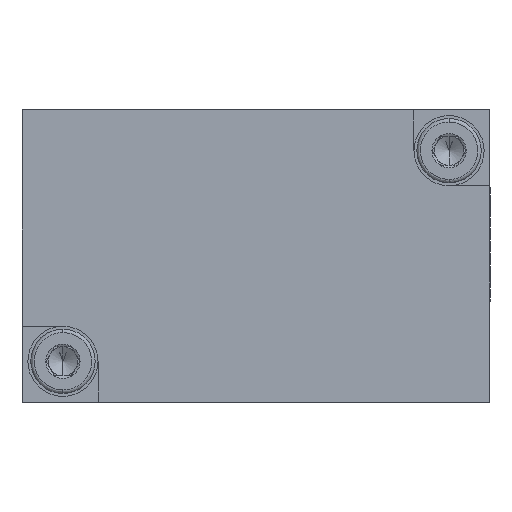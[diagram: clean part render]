
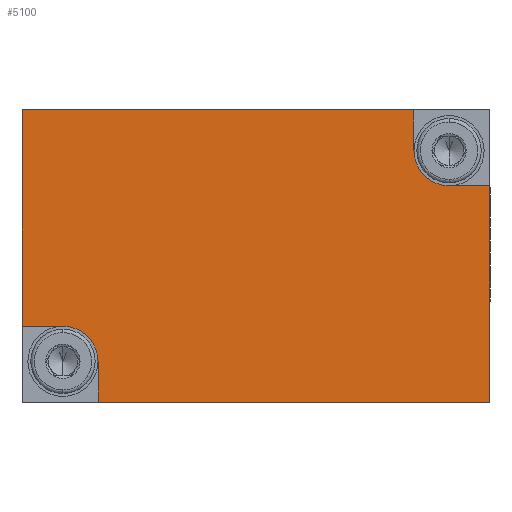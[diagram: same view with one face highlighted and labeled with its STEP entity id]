
A CAD part, front view. The second image highlights one B-rep face of the part: STEP entity #5100.
In plain terms, the highlighted planar face has unit normal (0, -1, 0).
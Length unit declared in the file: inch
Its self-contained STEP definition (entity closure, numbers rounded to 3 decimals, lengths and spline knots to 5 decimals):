
#58 = VERTEX_POINT ( 'NONE', #6824 ) ;
#162 = VECTOR ( 'NONE', #6565, 39.37008 ) ;
#175 = VECTOR ( 'NONE', #6360, 39.37008 ) ;
#199 = LINE ( 'NONE', #236, #2663 ) ;
#236 = CARTESIAN_POINT ( 'NONE',  ( 0.7874, 0., 0. ) ) ;
#315 = DIRECTION ( 'NONE',  ( 0., -1., 0. ) ) ;
#364 = CARTESIAN_POINT ( 'NONE',  ( 0.5315, 0., 0.84646 ) ) ;
#407 = CARTESIAN_POINT ( 'NONE',  ( -0.5315, 0., 0. ) ) ;
#785 = VECTOR ( 'NONE', #7313, 39.37008 ) ;
#863 = PLANE ( 'NONE',  #1961 ) ;
#983 = EDGE_CURVE ( 'NONE', #7323, #4082, #7048, .T. ) ;
#1112 = VECTOR ( 'NONE', #2096, 39.37008 ) ;
#1125 = AXIS2_PLACEMENT_3D ( 'NONE', #4257, #315, #5846 ) ;
#1366 = CARTESIAN_POINT ( 'NONE',  ( -0.7874, 0., 0. ) ) ;
#1522 = CARTESIAN_POINT ( 'NONE',  ( -0.7874, 0., 0.98425 ) ) ;
#1556 = LINE ( 'NONE', #6059, #1112 ) ;
#1628 = CARTESIAN_POINT ( 'NONE',  ( 0.7874, 0., 0.72835 ) ) ;
#1752 = VERTEX_POINT ( 'NONE', #7087 ) ;
#1799 = EDGE_CURVE ( 'NONE', #2854, #3916, #3112, .T. ) ;
#1961 = AXIS2_PLACEMENT_3D ( 'NONE', #3779, #6484, #3703 ) ;
#2096 = DIRECTION ( 'NONE',  ( 0., 0., 1. ) ) ;
#2134 = DIRECTION ( 'NONE',  ( 0., -1., 0. ) ) ;
#2170 = VERTEX_POINT ( 'NONE', #5459 ) ;
#2225 = CARTESIAN_POINT ( 'NONE',  ( 0.7874, 0., 0.98425 ) ) ;
#2291 = ORIENTED_EDGE ( 'NONE', *, *, #2734, .T. ) ;
#2338 = EDGE_CURVE ( 'NONE', #2879, #2854, #199, .T. ) ;
#2424 = ORIENTED_EDGE ( 'NONE', *, *, #4196, .F. ) ;
#2513 = EDGE_CURVE ( 'NONE', #2879, #58, #1556, .T. ) ;
#2545 = EDGE_CURVE ( 'NONE', #7323, #4821, #6621, .T. ) ;
#2663 = VECTOR ( 'NONE', #4778, 39.37008 ) ;
#2669 = VECTOR ( 'NONE', #5989, 39.37008 ) ;
#2725 = ORIENTED_EDGE ( 'NONE', *, *, #4974, .F. ) ;
#2734 = EDGE_CURVE ( 'NONE', #4821, #2170, #6424, .T. ) ;
#2851 = CARTESIAN_POINT ( 'NONE',  ( -0.7874, 0., 0.98425 ) ) ;
#2854 = VERTEX_POINT ( 'NONE', #6946 ) ;
#2879 = VERTEX_POINT ( 'NONE', #407 ) ;
#3026 = DIRECTION ( 'NONE',  ( -1., 0., 0. ) ) ;
#3112 = LINE ( 'NONE', #2225, #162 ) ;
#3157 = DIRECTION ( 'NONE',  ( 0., 0., -1. ) ) ;
#3314 = EDGE_CURVE ( 'NONE', #4082, #3630, #6348, .T. ) ;
#3377 = CARTESIAN_POINT ( 'NONE',  ( 0.7874, 0., 0.72835 ) ) ;
#3516 = AXIS2_PLACEMENT_3D ( 'NONE', #7224, #2134, #6099 ) ;
#3630 = VERTEX_POINT ( 'NONE', #4249 ) ;
#3703 = DIRECTION ( 'NONE',  ( 0., 0., -1. ) ) ;
#3779 = CARTESIAN_POINT ( 'NONE',  ( 0.7874, 0., 0. ) ) ;
#3916 = VERTEX_POINT ( 'NONE', #1628 ) ;
#4043 = CARTESIAN_POINT ( 'NONE',  ( -0.7874, 0., 0.25591 ) ) ;
#4082 = VERTEX_POINT ( 'NONE', #364 ) ;
#4125 = CARTESIAN_POINT ( 'NONE',  ( 0.5315, 0., 0.98425 ) ) ;
#4196 = EDGE_CURVE ( 'NONE', #3630, #3916, #5127, .T. ) ;
#4249 = CARTESIAN_POINT ( 'NONE',  ( 0.64961, 0., 0.72835 ) ) ;
#4257 = CARTESIAN_POINT ( 'NONE',  ( 0.64961, 0., 0.84646 ) ) ;
#4276 = ORIENTED_EDGE ( 'NONE', *, *, #2513, .F. ) ;
#4420 = ORIENTED_EDGE ( 'NONE', *, *, #983, .F. ) ;
#4706 = VECTOR ( 'NONE', #3026, 39.37008 ) ;
#4778 = DIRECTION ( 'NONE',  ( 1., 0., 0. ) ) ;
#4821 = VERTEX_POINT ( 'NONE', #2851 ) ;
#4974 = EDGE_CURVE ( 'NONE', #1752, #2170, #6819, .T. ) ;
#5100 = ADVANCED_FACE ( 'NONE', ( #6589 ), #863, .F. ) ;
#5127 = LINE ( 'NONE', #3377, #785 ) ;
#5226 = EDGE_CURVE ( 'NONE', #58, #1752, #5772, .T. ) ;
#5459 = CARTESIAN_POINT ( 'NONE',  ( -0.7874, 0., 0.25591 ) ) ;
#5588 = ORIENTED_EDGE ( 'NONE', *, *, #3314, .F. ) ;
#5772 = CIRCLE ( 'NONE', #3516, 0.11811 ) ;
#5846 = DIRECTION ( 'NONE',  ( 0., 0., 1. ) ) ;
#5956 = ORIENTED_EDGE ( 'NONE', *, *, #2545, .T. ) ;
#5970 = CARTESIAN_POINT ( 'NONE',  ( 0.5315, 0., 0. ) ) ;
#5989 = DIRECTION ( 'NONE',  ( -1., 0., 0. ) ) ;
#6049 = ORIENTED_EDGE ( 'NONE', *, *, #5226, .F. ) ;
#6059 = CARTESIAN_POINT ( 'NONE',  ( -0.5315, 0., 0. ) ) ;
#6099 = DIRECTION ( 'NONE',  ( 0., 0., 1. ) ) ;
#6348 = CIRCLE ( 'NONE', #1125, 0.11811 ) ;
#6360 = DIRECTION ( 'NONE',  ( 0., 0., -1. ) ) ;
#6366 = ORIENTED_EDGE ( 'NONE', *, *, #1799, .T. ) ;
#6424 = LINE ( 'NONE', #1366, #175 ) ;
#6438 = EDGE_LOOP ( 'NONE', ( #5588, #4420, #5956, #2291, #2725, #6049, #4276, #6623, #6366, #2424 ) ) ;
#6484 = DIRECTION ( 'NONE',  ( 0., 1., 0. ) ) ;
#6565 = DIRECTION ( 'NONE',  ( 0., 0., 1. ) ) ;
#6589 = FACE_OUTER_BOUND ( 'NONE', #6438, .T. ) ;
#6621 = LINE ( 'NONE', #1522, #2669 ) ;
#6623 = ORIENTED_EDGE ( 'NONE', *, *, #2338, .T. ) ;
#6819 = LINE ( 'NONE', #4043, #4706 ) ;
#6824 = CARTESIAN_POINT ( 'NONE',  ( -0.5315, 0., 0.1378 ) ) ;
#6946 = CARTESIAN_POINT ( 'NONE',  ( 0.7874, 0., 0. ) ) ;
#7048 = LINE ( 'NONE', #5970, #7143 ) ;
#7087 = CARTESIAN_POINT ( 'NONE',  ( -0.64961, 0., 0.25591 ) ) ;
#7143 = VECTOR ( 'NONE', #3157, 39.37008 ) ;
#7224 = CARTESIAN_POINT ( 'NONE',  ( -0.64961, 0., 0.1378 ) ) ;
#7313 = DIRECTION ( 'NONE',  ( 1., 0., 0. ) ) ;
#7323 = VERTEX_POINT ( 'NONE', #4125 ) ;
